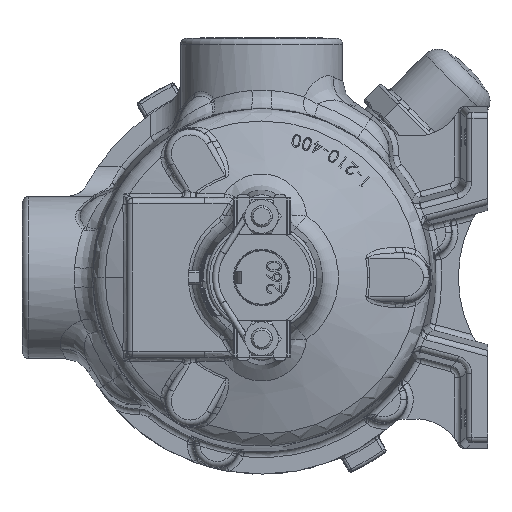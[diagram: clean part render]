
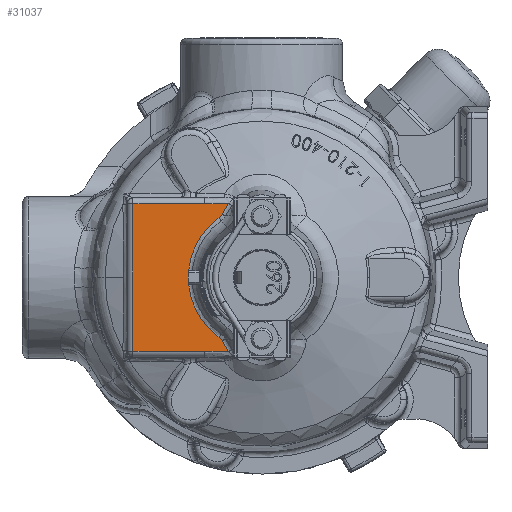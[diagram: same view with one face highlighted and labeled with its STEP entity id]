
A CAD part, left-side view. The second image highlights one B-rep face of the part: STEP entity #31037.
In plain terms, the highlighted planar face has unit normal (-1, 0, 0).
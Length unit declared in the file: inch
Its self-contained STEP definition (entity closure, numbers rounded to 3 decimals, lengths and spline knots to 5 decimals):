
#670 = LINE ( 'NONE', #51119, #37240 ) ;
#771 = CARTESIAN_POINT ( 'NONE',  ( -4.75, 0.67912, 1.51897 ) ) ;
#3527 = VERTEX_POINT ( 'NONE', #17531 ) ;
#5450 = CARTESIAN_POINT ( 'NONE',  ( -4.75, 0., 0. ) ) ;
#6265 = VERTEX_POINT ( 'NONE', #153462 ) ;
#7282 = VECTOR ( 'NONE', #126844, 39.37008 ) ;
#8316 = LINE ( 'NONE', #124913, #113215 ) ;
#9486 = CARTESIAN_POINT ( 'NONE',  ( -4.75, 0.80749, -1.29243 ) ) ;
#10378 = CARTESIAN_POINT ( 'NONE',  ( -4.75, 1.16133, 1.505 ) ) ;
#11574 = LINE ( 'NONE', #44854, #7282 ) ;
#17531 = CARTESIAN_POINT ( 'NONE',  ( -4.75, 1.16133, -1.505 ) ) ;
#19254 = DIRECTION ( 'NONE',  ( 0., 0., -1. ) ) ;
#19575 = CARTESIAN_POINT ( 'NONE',  ( -4.75, 0.76789, -1.36975 ) ) ;
#20975 = EDGE_CURVE ( 'NONE', #80919, #60801, #26020, .T. ) ;
#21904 = CARTESIAN_POINT ( 'NONE',  ( -4.75, 1.16133, -1.505 ) ) ;
#23305 = CARTESIAN_POINT ( 'NONE',  ( -4.75, 0.84518, -1.2401 ) ) ;
#26020 = B_SPLINE_CURVE_WITH_KNOTS ( 'NONE', 3,
 ( #174319, #91718, #37422, #10378 ),
 .UNSPECIFIED., .F., .F.,
 ( 4, 4 ),
 ( 0.00189, 0.01415 ),
 .UNSPECIFIED. ) ;
#26654 = CARTESIAN_POINT ( 'NONE',  ( -4.75, 0.87031, -1.21986 ) ) ;
#27685 = CARTESIAN_POINT ( 'NONE',  ( -4.75, 0.87031, 1.21986 ) ) ;
#27819 = CARTESIAN_POINT ( 'NONE',  ( -4.75, 0.78772, 1.33111 ) ) ;
#29388 = ORIENTED_EDGE ( 'NONE', *, *, #30728, .T. ) ;
#30728 = EDGE_CURVE ( 'NONE', #146338, #89801, #165318, .T. ) ;
#31018 = ORIENTED_EDGE ( 'NONE', *, *, #175631, .T. ) ;
#31037 = ADVANCED_FACE ( 'NONE', ( #51522 ), #53119, .F. ) ;
#32779 = CARTESIAN_POINT ( 'NONE',  ( -4.75, 0.70338, -1.48284 ) ) ;
#33393 = CARTESIAN_POINT ( 'NONE',  ( -4.75, 0.80749, -1.29243 ) ) ;
#35710 = EDGE_CURVE ( 'NONE', #89801, #116297, #85543, .T. ) ;
#37125 = CARTESIAN_POINT ( 'NONE',  ( -4.75, 0.87031, -1.21986 ) ) ;
#37240 = VECTOR ( 'NONE', #118817, 39.37008 ) ;
#37422 = CARTESIAN_POINT ( 'NONE',  ( -4.75, 1.00046, 1.505 ) ) ;
#40088 = DIRECTION ( 'NONE',  ( 1., 0., 0. ) ) ;
#42985 = DIRECTION ( 'NONE',  ( 0., -1., 0. ) ) ;
#44854 = CARTESIAN_POINT ( 'NONE',  ( -4.75, 2.63, 0. ) ) ;
#47778 = CARTESIAN_POINT ( 'NONE',  ( -4.75, 0.80749, 1.29243 ) ) ;
#49111 = AXIS2_PLACEMENT_3D ( 'NONE', #5450, #101164, #19254 ) ;
#49278 = CARTESIAN_POINT ( 'NONE',  ( -4.75, 0.67912, -1.51897 ) ) ;
#49500 = ORIENTED_EDGE ( 'NONE', *, *, #77267, .T. ) ;
#51067 = CARTESIAN_POINT ( 'NONE',  ( -4.75, 0.67912, -1.51897 ) ) ;
#51119 = CARTESIAN_POINT ( 'NONE',  ( -4.75, 0., 1.505 ) ) ;
#51465 = CARTESIAN_POINT ( 'NONE',  ( -4.75, 1.16133, 1.505 ) ) ;
#51522 = FACE_OUTER_BOUND ( 'NONE', #156303, .T. ) ;
#53119 = PLANE ( 'NONE',  #146662 ) ;
#60397 = ORIENTED_EDGE ( 'NONE', *, *, #35710, .T. ) ;
#60801 = VERTEX_POINT ( 'NONE', #51465 ) ;
#61099 = EDGE_CURVE ( 'NONE', #116297, #80919, #80152, .T. ) ;
#63112 = CARTESIAN_POINT ( 'NONE',  ( -4.75, 0.84494, 1.24033 ) ) ;
#63598 = CARTESIAN_POINT ( 'NONE',  ( -4.75, 2.63, -1.505 ) ) ;
#65422 = CARTESIAN_POINT ( 'NONE',  ( -4.75, 0.81489, 1.27794 ) ) ;
#66603 = EDGE_CURVE ( 'NONE', #163323, #3527, #8316, .T. ) ;
#68914 = CARTESIAN_POINT ( 'NONE',  ( -4.75, 0.76789, 1.36975 ) ) ;
#71904 = ORIENTED_EDGE ( 'NONE', *, *, #161409, .T. ) ;
#72469 = B_SPLINE_CURVE_WITH_KNOTS ( 'NONE', 3,
 ( #169721, #32779, #101484, #19575, #115259, #33393 ),
 .UNSPECIFIED., .F., .F.,
 ( 4, 2, 4 ),
 ( 0., 0.00331, 0.00661 ),
 .UNSPECIFIED. ) ;
#77267 = EDGE_CURVE ( 'NONE', #134633, #146338, #123515, .T. ) ;
#77610 = CARTESIAN_POINT ( 'NONE',  ( -4.75, 0.8241, -1.26437 ) ) ;
#80152 = B_SPLINE_CURVE_WITH_KNOTS ( 'NONE', 3,
 ( #82086, #27819, #68914, #164763, #82682, #771 ),
 .UNSPECIFIED., .F., .F.,
 ( 4, 2, 4 ),
 ( 0., 0.00331, 0.00661 ),
 .UNSPECIFIED. ) ;
#80919 = VERTEX_POINT ( 'NONE', #131338 ) ;
#81528 = ORIENTED_EDGE ( 'NONE', *, *, #20975, .T. ) ;
#82086 = CARTESIAN_POINT ( 'NONE',  ( -4.75, 0.80749, 1.29243 ) ) ;
#82682 = CARTESIAN_POINT ( 'NONE',  ( -4.75, 0.70338, 1.48284 ) ) ;
#82756 = ORIENTED_EDGE ( 'NONE', *, *, #66603, .T. ) ;
#85058 = VERTEX_POINT ( 'NONE', #51067 ) ;
#85543 = B_SPLINE_CURVE_WITH_KNOTS ( 'NONE', 3,
 ( #133687, #174406, #63112, #147456, #65422, #161206 ),
 .UNSPECIFIED., .F., .F.,
 ( 4, 2, 4 ),
 ( 0., 0.00124, 0.00247 ),
 .UNSPECIFIED. ) ;
#88516 = CARTESIAN_POINT ( 'NONE',  ( -4.75, 0.80749, -1.29243 ) ) ;
#89272 = EDGE_CURVE ( 'NONE', #60801, #6265, #670, .T. ) ;
#89801 = VERTEX_POINT ( 'NONE', #27685 ) ;
#91718 = CARTESIAN_POINT ( 'NONE',  ( -4.75, 0.83977, 1.51136 ) ) ;
#101164 = DIRECTION ( 'NONE',  ( 1., 0., 0. ) ) ;
#101484 = CARTESIAN_POINT ( 'NONE',  ( -4.75, 0.72571, -1.44561 ) ) ;
#113215 = VECTOR ( 'NONE', #42985, 39.37008 ) ;
#115259 = CARTESIAN_POINT ( 'NONE',  ( -4.75, 0.78772, -1.33111 ) ) ;
#116297 = VERTEX_POINT ( 'NONE', #47778 ) ;
#118817 = DIRECTION ( 'NONE',  ( 0., 1., 0. ) ) ;
#118960 = CARTESIAN_POINT ( 'NONE',  ( -4.75, 0.85706, -1.2293 ) ) ;
#120009 = ORIENTED_EDGE ( 'NONE', *, *, #61099, .T. ) ;
#121968 = CARTESIAN_POINT ( 'NONE',  ( -4.75, 0., 0. ) ) ;
#123515 = B_SPLINE_CURVE_WITH_KNOTS ( 'NONE', 3,
 ( #9486, #173409, #77610, #23305, #118960, #37125 ),
 .UNSPECIFIED., .F., .F.,
 ( 4, 2, 4 ),
 ( 0., 0.00124, 0.00247 ),
 .UNSPECIFIED. ) ;
#124913 = CARTESIAN_POINT ( 'NONE',  ( -4.75, 0., -1.505 ) ) ;
#126844 = DIRECTION ( 'NONE',  ( 0., 0., -1. ) ) ;
#131338 = CARTESIAN_POINT ( 'NONE',  ( -4.75, 0.67912, 1.51897 ) ) ;
#131369 = CARTESIAN_POINT ( 'NONE',  ( -4.75, 0.83977, -1.51136 ) ) ;
#133687 = CARTESIAN_POINT ( 'NONE',  ( -4.75, 0.87031, 1.21986 ) ) ;
#134633 = VERTEX_POINT ( 'NONE', #88516 ) ;
#135764 = DIRECTION ( 'NONE',  ( 0., 0., -1. ) ) ;
#145775 = EDGE_CURVE ( 'NONE', #3527, #85058, #148259, .T. ) ;
#146338 = VERTEX_POINT ( 'NONE', #26654 ) ;
#146662 = AXIS2_PLACEMENT_3D ( 'NONE', #121968, #40088, #135764 ) ;
#147456 = CARTESIAN_POINT ( 'NONE',  ( -4.75, 0.82389, 1.26465 ) ) ;
#148259 = B_SPLINE_CURVE_WITH_KNOTS ( 'NONE', 3,
 ( #21904, #172026, #131369, #49278 ),
 .UNSPECIFIED., .F., .F.,
 ( 4, 4 ),
 ( 0., 0.01225 ),
 .UNSPECIFIED. ) ;
#153462 = CARTESIAN_POINT ( 'NONE',  ( -4.75, 2.63, 1.505 ) ) ;
#156303 = EDGE_LOOP ( 'NONE', ( #174553, #31018, #49500, #29388, #60397, #120009, #81528, #159207, #71904, #82756 ) ) ;
#159207 = ORIENTED_EDGE ( 'NONE', *, *, #89272, .T. ) ;
#161206 = CARTESIAN_POINT ( 'NONE',  ( -4.75, 0.80749, 1.29243 ) ) ;
#161409 = EDGE_CURVE ( 'NONE', #6265, #163323, #11574, .T. ) ;
#163323 = VERTEX_POINT ( 'NONE', #63598 ) ;
#164763 = CARTESIAN_POINT ( 'NONE',  ( -4.75, 0.72571, 1.44561 ) ) ;
#165318 = CIRCLE ( 'NONE', #49111, 1.49849 ) ;
#169721 = CARTESIAN_POINT ( 'NONE',  ( -4.75, 0.67912, -1.51897 ) ) ;
#172026 = CARTESIAN_POINT ( 'NONE',  ( -4.75, 1.00046, -1.505 ) ) ;
#173409 = CARTESIAN_POINT ( 'NONE',  ( -4.75, 0.8149, -1.27794 ) ) ;
#174319 = CARTESIAN_POINT ( 'NONE',  ( -4.75, 0.67912, 1.51897 ) ) ;
#174406 = CARTESIAN_POINT ( 'NONE',  ( -4.75, 0.85707, 1.2293 ) ) ;
#174553 = ORIENTED_EDGE ( 'NONE', *, *, #145775, .T. ) ;
#175631 = EDGE_CURVE ( 'NONE', #85058, #134633, #72469, .T. ) ;
